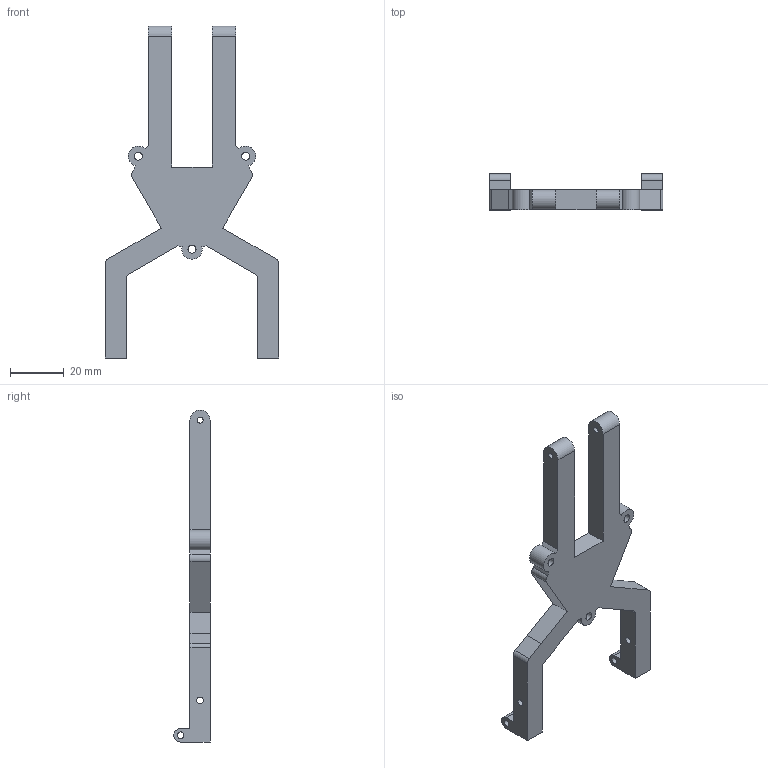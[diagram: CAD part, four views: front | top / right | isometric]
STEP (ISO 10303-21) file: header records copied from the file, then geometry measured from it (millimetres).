
FILE_DESCRIPTION(/* description */ (''),/* implementation_level */ '2;1');
FILE_NAME(/* name */ 'FrontBase_re.stp',/* time_stamp */ '2024-05-16T15:43:08+07:00',/* author */ ('DELL'),/* organization */ (''),/* preprocessor_version */ 'ST-DEVELOPER v19',/* originating_system */ 'Autodesk Inventor 2023',/* authorisation */ '');
FILE_SCHEMA (('AUTOMOTIVE_DESIGN { 1 0 10303 214 3 1 1 }'));
Length unit declared in the file: millimetre
Products named in the file (1): FrontBase
Bounding box: 64.75 x 13.5 x 123.6 mm (x, y, z)
Volume: 21738.9 mm3; surface area: 10750.8 mm2
Topology: 1 solids, 1 shells, 51 faces, 147 edges, 98 vertices
Faces by surface type: cylinder 28, plane 23
Full cylindrical faces by diameter (mm): 2.25 x2, 2.5 x4, 3 x3
Entity records: 1776 total; most frequent: DIRECTION 307, CARTESIAN_POINT 297, ORIENTED_EDGE 294, EDGE_CURVE 147, AXIS2_PLACEMENT_3D 108, VERTEX_POINT 98, LINE 91, VECTOR 91
